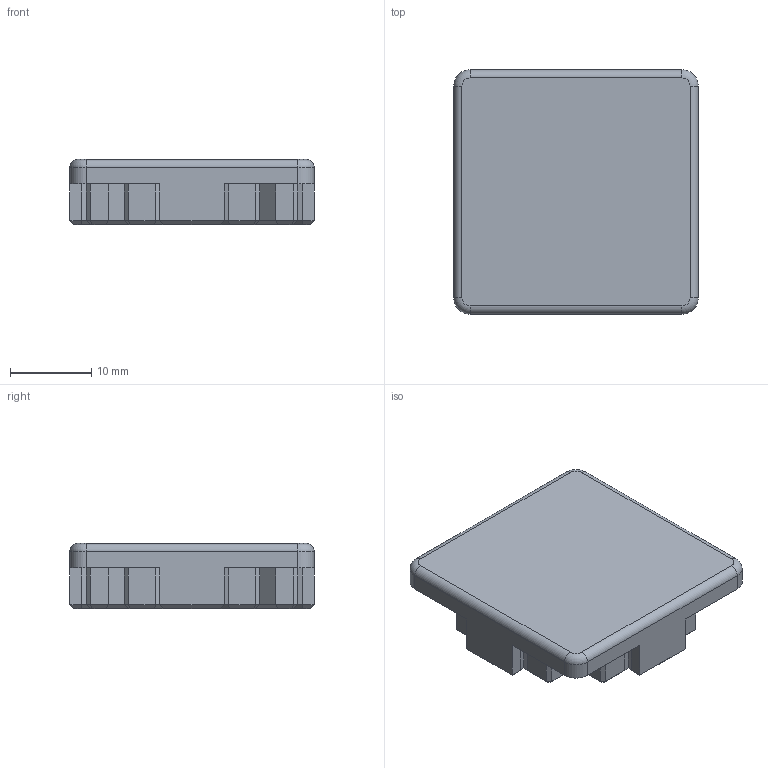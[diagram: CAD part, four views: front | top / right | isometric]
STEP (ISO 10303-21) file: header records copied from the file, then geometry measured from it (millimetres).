
FILE_DESCRIPTION(/* description */ ('STEP AP242','CAx-IF Rec.Pracs.---Representation and Presentation of Product Manufacturing Information (PMI)---4.0---2014-10-13','CAx-IF Rec.Pracs.---3D Tessellated Geometry---0.4---2014-09-14','2;1'),/* implementation_level */ '2;1');
FILE_NAME(/* name */ '61cdab484efef07ee6777ee2',/* time_stamp */ '2021-12-30T12:51:21+00:00',/* author */ (''),/* organization */ (''),/* preprocessor_version */ 'ST-DEVELOPER v18.101',/* originating_system */ ' ',/* authorisation */ ' ');
FILE_SCHEMA (('AP242_MANAGED_MODEL_BASED_3D_ENGINEERING_MIM_LF { 1 0 10303 442 1 1 4 }'));
Length unit declared in the file: metre
Products named in the file (1): 3030_end_cap
Bounding box: 30 x 30 x 8 mm (x, y, z)
Volume: 4906.5 mm3; surface area: 2966.5 mm2
Topology: 1 solids, 1 shells, 146 faces, 360 edges, 216 vertices
Faces by surface type: plane 134, cylinder 8, torus 4
Entity records: 4170 total; most frequent: CARTESIAN_POINT 723, ORIENTED_EDGE 720, DIRECTION 674, EDGE_CURVE 360, LINE 340, VECTOR 340, VERTEX_POINT 216, AXIS2_PLACEMENT_3D 167
